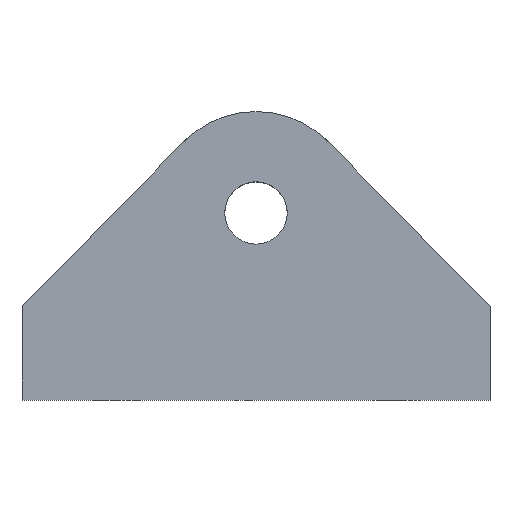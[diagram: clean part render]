
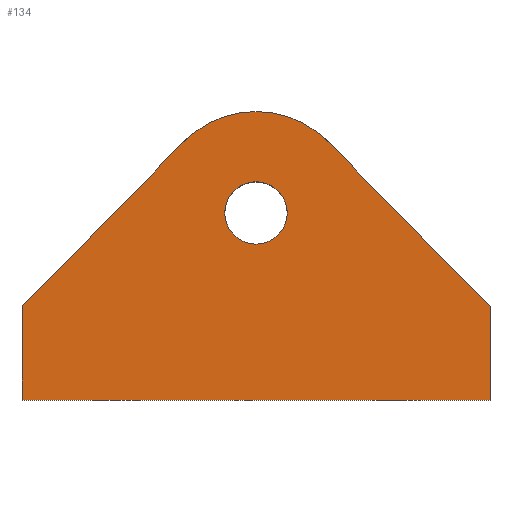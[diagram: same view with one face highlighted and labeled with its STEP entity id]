
A CAD part, top view. The second image highlights one B-rep face of the part: STEP entity #134.
In plain terms, the highlighted planar face has unit normal (0, 0, 1).
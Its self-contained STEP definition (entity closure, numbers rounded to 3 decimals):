
#5 = VERTEX_POINT ( 'NONE', #254 ) ;
#12 = VERTEX_POINT ( 'NONE', #305 ) ;
#51 = VERTEX_POINT ( 'NONE', #315 ) ;
#71 = EDGE_CURVE ( 'NONE', #138, #12, #344, .T. ) ;
#72 = EDGE_CURVE ( 'NONE', #51, #75, #418, .T. ) ;
#73 = ORIENTED_EDGE ( 'NONE', *, *, #256, .T. ) ;
#74 = ORIENTED_EDGE ( 'NONE', *, *, #72, .T. ) ;
#75 = VERTEX_POINT ( 'NONE', #414 ) ;
#76 = ORIENTED_EDGE ( 'NONE', *, *, #173, .T. ) ;
#77 = ORIENTED_EDGE ( 'NONE', *, *, #71, .T. ) ;
#100 = VERTEX_POINT ( 'NONE', #574 ) ;
#104 = VERTEX_POINT ( 'NONE', #573 ) ;
#132 = EDGE_CURVE ( 'NONE', #104, #100, #529, .T. ) ;
#134 = ADVANCED_FACE ( 'NONE', ( #463, #465 ), #479, .T. ) ;
#135 = EDGE_LOOP ( 'NONE', ( #74, #136, #77, #76, #73, #140 ) ) ;
#136 = ORIENTED_EDGE ( 'NONE', *, *, #137, .T. ) ;
#137 = EDGE_CURVE ( 'NONE', #75, #138, #490, .T. ) ;
#138 = VERTEX_POINT ( 'NONE', #460 ) ;
#139 = EDGE_LOOP ( 'NONE', ( #190, #180 ) ) ;
#140 = ORIENTED_EDGE ( 'NONE', *, *, #141, .T. ) ;
#141 = EDGE_CURVE ( 'NONE', #258, #51, #568, .T. ) ;
#173 = EDGE_CURVE ( 'NONE', #12, #5, #605, .T. ) ;
#180 = ORIENTED_EDGE ( 'NONE', *, *, #216, .F. ) ;
#190 = ORIENTED_EDGE ( 'NONE', *, *, #132, .F. ) ;
#216 = EDGE_CURVE ( 'NONE', #100, #104, #634, .T. ) ;
#254 = CARTESIAN_POINT ( 'NONE',  ( 4.638, 16.554, 6.5 ) ) ;
#256 = EDGE_CURVE ( 'NONE', #5, #258, #690, .T. ) ;
#258 = VERTEX_POINT ( 'NONE', #705 ) ;
#305 = CARTESIAN_POINT ( 'NONE',  ( 15., 6., 6.5 ) ) ;
#315 = CARTESIAN_POINT ( 'NONE',  ( -15., 6., 6.5 ) ) ;
#344 = LINE ( 'NONE', #367, #366 ) ;
#365 = DIRECTION ( 'NONE',  ( 0., 1., 0. ) ) ;
#366 = VECTOR ( 'NONE', #365, 1000. ) ;
#367 = CARTESIAN_POINT ( 'NONE',  ( 15., 0., 6.5 ) ) ;
#414 = CARTESIAN_POINT ( 'NONE',  ( -15., 0., 6.5 ) ) ;
#415 = DIRECTION ( 'NONE',  ( 0., -1., 0. ) ) ;
#416 = VECTOR ( 'NONE', #415, 1000. ) ;
#417 = CARTESIAN_POINT ( 'NONE',  ( -15., 0., 6.5 ) ) ;
#418 = LINE ( 'NONE', #417, #416 ) ;
#460 = CARTESIAN_POINT ( 'NONE',  ( 15., 0., 6.5 ) ) ;
#461 = DIRECTION ( 'NONE',  ( 1., 0., 0. ) ) ;
#462 = DIRECTION ( 'NONE',  ( 0., 0., 1. ) ) ;
#463 = FACE_OUTER_BOUND ( 'NONE', #135, .T. ) ;
#465 = FACE_BOUND ( 'NONE', #139, .T. ) ;
#472 = CARTESIAN_POINT ( 'NONE',  ( 0., 12., 6.5 ) ) ;
#473 = AXIS2_PLACEMENT_3D ( 'NONE', #483, #482, #481 ) ;
#479 = PLANE ( 'NONE',  #473 ) ;
#481 = DIRECTION ( 'NONE',  ( 1., 0., 0. ) ) ;
#482 = DIRECTION ( 'NONE',  ( 0., 0., 1. ) ) ;
#483 = CARTESIAN_POINT ( 'NONE',  ( 0., 12., 6.5 ) ) ;
#485 = CARTESIAN_POINT ( 'NONE',  ( -15., 0., 6.5 ) ) ;
#489 = VECTOR ( 'NONE', #572, 1000. ) ;
#490 = LINE ( 'NONE', #485, #489 ) ;
#529 = CIRCLE ( 'NONE', #535, 2. ) ;
#535 = AXIS2_PLACEMENT_3D ( 'NONE', #472, #462, #461 ) ;
#566 = DIRECTION ( 'NONE',  ( -0.701, -0.714, 0. ) ) ;
#567 = VECTOR ( 'NONE', #566, 1000. ) ;
#568 = LINE ( 'NONE', #571, #567 ) ;
#571 = CARTESIAN_POINT ( 'NONE',  ( -15., 6., 6.5 ) ) ;
#572 = DIRECTION ( 'NONE',  ( 1., 0., 0. ) ) ;
#573 = CARTESIAN_POINT ( 'NONE',  ( -2., 12., 6.5 ) ) ;
#574 = CARTESIAN_POINT ( 'NONE',  ( 2., 12., 6.5 ) ) ;
#602 = DIRECTION ( 'NONE',  ( -0.701, 0.714, 0. ) ) ;
#603 = VECTOR ( 'NONE', #602, 1000. ) ;
#604 = CARTESIAN_POINT ( 'NONE',  ( 15., 6., 6.5 ) ) ;
#605 = LINE ( 'NONE', #604, #603 ) ;
#629 = CARTESIAN_POINT ( 'NONE',  ( 0., 12., 6.5 ) ) ;
#630 = AXIS2_PLACEMENT_3D ( 'NONE', #629, #673, #661 ) ;
#634 = CIRCLE ( 'NONE', #630, 2. ) ;
#661 = DIRECTION ( 'NONE',  ( 1., 0., 0. ) ) ;
#673 = DIRECTION ( 'NONE',  ( 0., 0., 1. ) ) ;
#686 = DIRECTION ( 'NONE',  ( 1., 0., 0. ) ) ;
#687 = DIRECTION ( 'NONE',  ( 0., 0., 1. ) ) ;
#688 = CARTESIAN_POINT ( 'NONE',  ( 0., 12., 6.5 ) ) ;
#689 = AXIS2_PLACEMENT_3D ( 'NONE', #688, #687, #686 ) ;
#690 = CIRCLE ( 'NONE', #689, 6.5 ) ;
#705 = CARTESIAN_POINT ( 'NONE',  ( -4.638, 16.554, 6.5 ) ) ;
